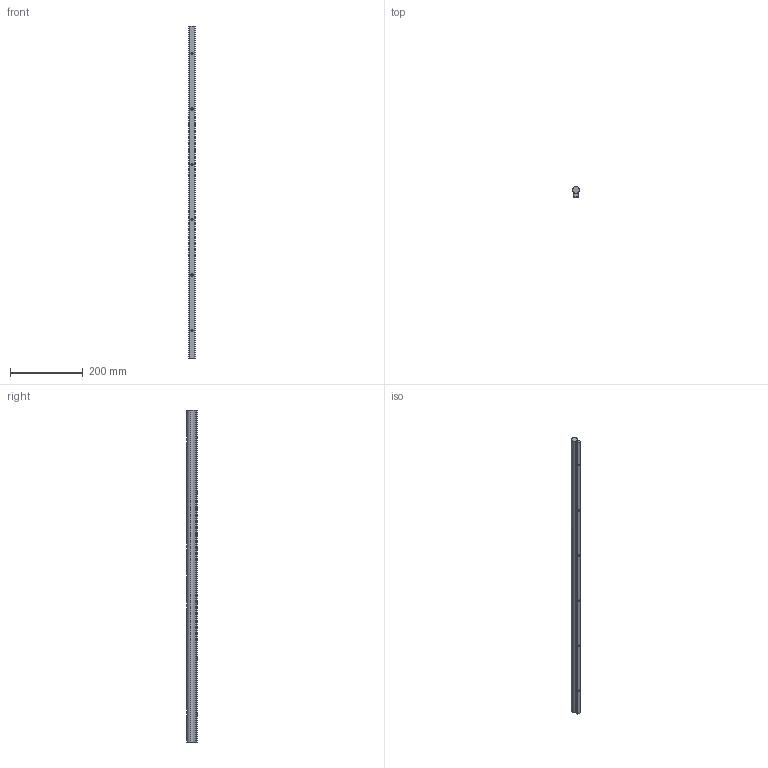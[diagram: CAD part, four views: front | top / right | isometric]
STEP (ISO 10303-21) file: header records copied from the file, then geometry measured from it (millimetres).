
FILE_DESCRIPTION (( 'STEP AP203' ), '1' );
FILE_NAME ('ShaftRailAssembly_B0BDC31B0C.step', '2022-09-09T13:20:27', ( '' ), ( '' ), 'SwSTEP 2.0', 'SolidWorks 2019', '' );
FILE_SCHEMA (( 'CONFIG_CONTROL_DESIGN' ));
Length unit declared in the file: inch
Products named in the file (3): ShaftRailAssembly_B0BDC31B0C; UFiSRLIzJj_CADModel_0
Assembly tree (1 placements, depth 2):
  ShaftRailAssembly_B0BDC31B0C
    UFiSRLIzJj_CADModel_0
  UFiSRLIzJj_CADModel_0
Bounding box: 19.05 x 28.57 x 914.4 mm (x, y, z)
Volume: 365382.8 mm3; surface area: 99094.3 mm2
Topology: 2 solids, 2 shells, 76 faces, 186 edges, 120 vertices
Faces by surface type: cylinder 50, plane 26
Entity records: 3282 total; most frequent: CARTESIAN_POINT 1191, DIRECTION 376, ORIENTED_EDGE 372, EDGE_CURVE 186, AXIS2_PLACEMENT_3D 145, VERTEX_POINT 120, EDGE_LOOP 106, LINE 86
